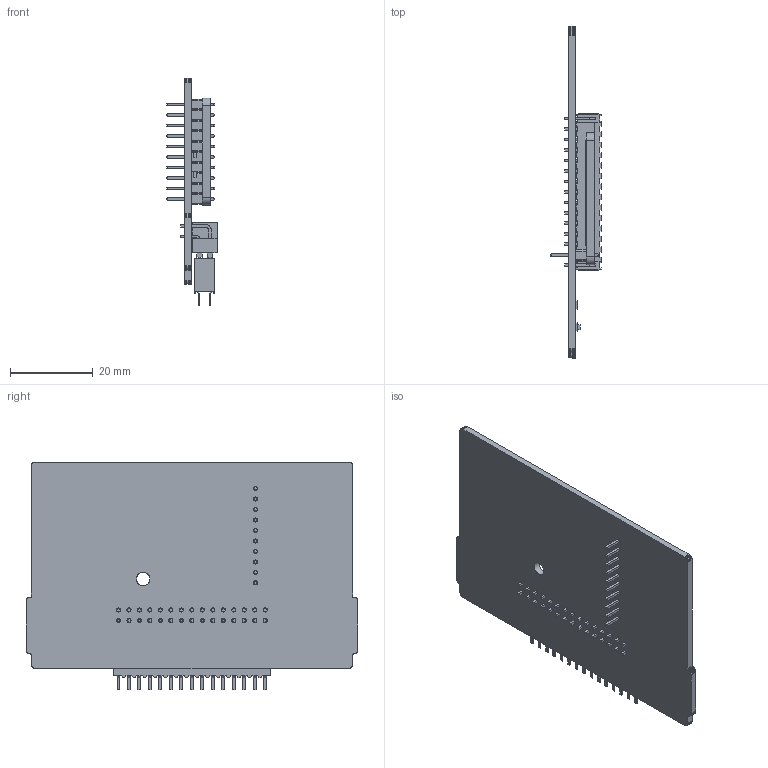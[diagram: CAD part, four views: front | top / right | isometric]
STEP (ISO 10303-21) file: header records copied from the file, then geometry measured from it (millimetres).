
FILE_DESCRIPTION(/* description */ (''),/* implementation_level */ '2;1');
FILE_NAME(/* name */ 'ecg-cassette.step',/* time_stamp */ '2019-02-26T18:38:02+01:00',/* author */ ('r.varma'),/* organization */ (''),/* preprocessor_version */ 'ST-DEVELOPER v17.2',/* originating_system */ 'Autodesk Translation Framework v7.6.0.251',/* authorisation */ '');
FILE_SCHEMA (('AUTOMOTIVE_DESIGN { 1 0 10303 214 3 1 1 }'));
Length unit declared in the file: millimetre
Products named in the file (12): ecg-cassette; PROTOCENTRAL_MAX30003; COMPOUND; LED_0805_2012Metric; R_0805_2012Metric; LED_0805_2012Metric_1; SOLID; R_0805_2012Metric_1; SOLID (1); COMPOUND (1); 1-534206-5; 1-86479-9
Assembly tree (13 placements, depth 3):
  ecg-cassette
    PROTOCENTRAL_MAX30003
      COMPOUND
    LED_0805_2012Metric
      SOLID
    R_0805_2012Metric
      SOLID (1)
    LED_0805_2012Metric_1
      SOLID
    R_0805_2012Metric_1
      SOLID (1)
    COMPOUND (1)
    1-534206-5
    1-86479-9
Bounding box: 12.16 x 80.4 x 55.2 mm (x, y, z)
Volume: 11227.6 mm3; surface area: 15384.7 mm2
Topology: 39 solids, 39 shells, 2034 faces, 5300 edges, 3486 vertices
Faces by surface type: plane 1908, cylinder 126
Full cylindrical faces by diameter (mm): 0.3 x28, 1 x40, 1.016 x10, 2 x2, 3.2 x1, 3.3 x1
Entity records: 60362 total; most frequent: CARTESIAN_POINT 10439, ORIENTED_EDGE 10198, DIRECTION 9369, EDGE_CURVE 5099, LINE 4797, VECTOR 4797, VERTEX_POINT 3356, AXIS2_PLACEMENT_3D 2286
